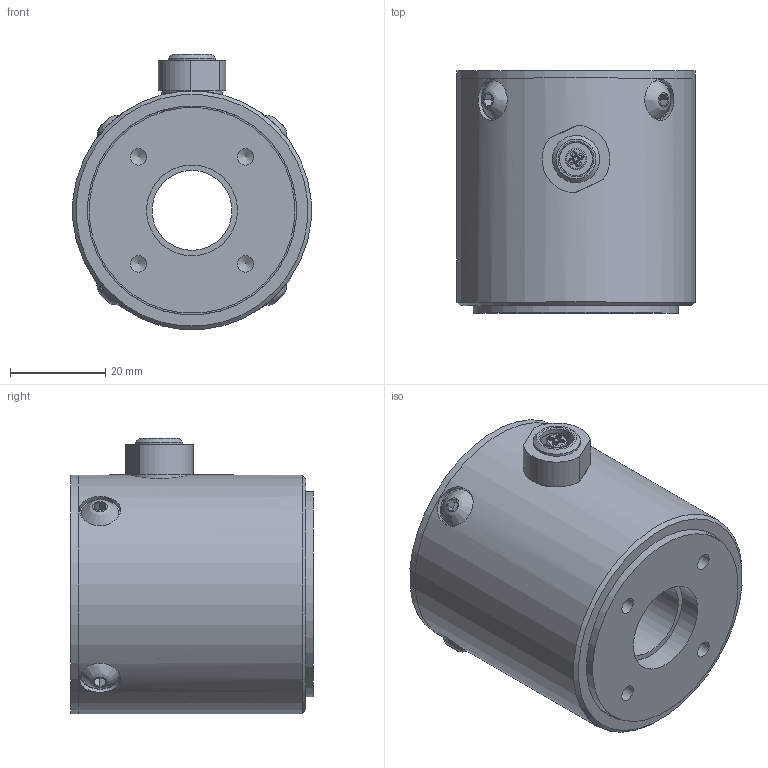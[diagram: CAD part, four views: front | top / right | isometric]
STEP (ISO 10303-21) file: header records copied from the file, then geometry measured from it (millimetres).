
FILE_DESCRIPTION((''),'2;1');
FILE_NAME('100 - 500 IN-LB.stp','2011-04-08T16:18:22',('thomasl'),(''),'Autodesk Inventor 2011','Autodesk Inventor 2011','');
FILE_SCHEMA(('AUTOMOTIVE_DESIGN { 1 0 10303 214 1 1 1 1 }'));
Length unit declared in the file: inch
Products named in the file (2): 100 - 500 IN-LB (SubstituteLevelofDetail1); 100 - 500 IN-LB_Substitute_1
Assembly tree (1 placements, depth 2):
  100 - 500 IN-LB (SubstituteLevelofDetail1)
    100 - 500 IN-LB_Substitute_1
Bounding box: 49.97 x 50.8 x 57.69 mm (x, y, z)
Volume: 53405.1 mm3; surface area: 29715.9 mm2
Topology: 1 solids, 5 shells, 210 faces, 473 edges, 315 vertices
Faces by surface type: plane 92, cylinder 84, cone 22, torus 8, bspline 4
Full cylindrical faces by diameter (mm): 0.711 x4, 1.016 x4, 1.27 x4, 3.454 x8, 3.531 x4, 4.166 x4, 4.445 x1, 4.572 x1, 5.105 x4, 6.912 x2, 6.985 x1, 7.925 x4, 8.636 x4, 9.906 x1, 12.7 x1, 16.764 x1, 19.05 x2, 25.4 x1, 43.18 x1, 43.815 x1, 43.866 x1, 50.165 x2
Entity records: 6581 total; most frequent: CARTESIAN_POINT 2235, DIRECTION 826, ORIENTED_EDGE 680, AXIS2_PLACEMENT_3D 352, EDGE_LOOP 348, EDGE_CURVE 340, VERTEX_POINT 266, STYLED_ITEM 211
